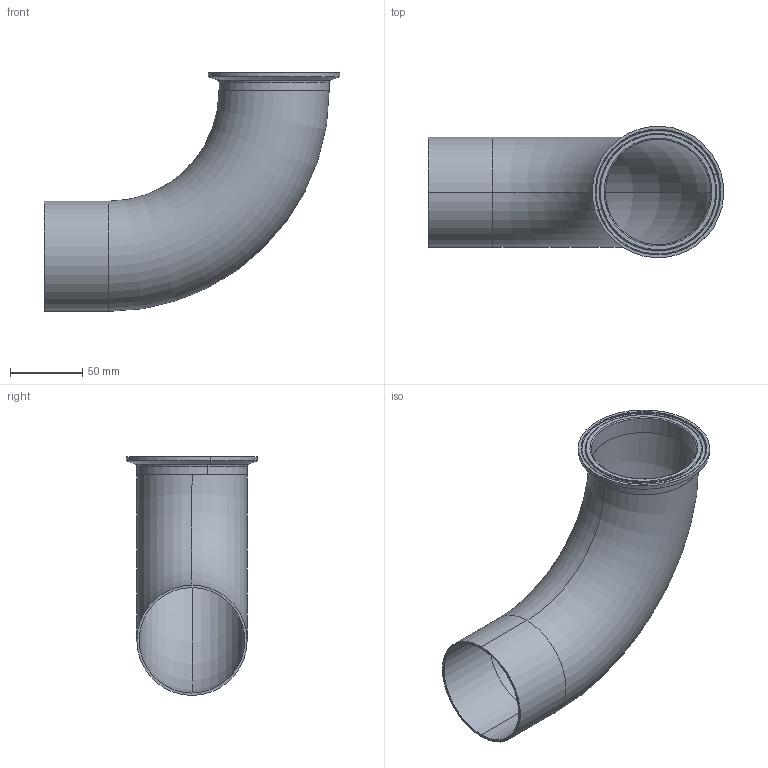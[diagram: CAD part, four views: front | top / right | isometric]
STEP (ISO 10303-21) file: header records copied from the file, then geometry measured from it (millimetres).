
FILE_DESCRIPTION (( 'STEP AP214' ), '1' );
FILE_NAME ('DT12 76.2.STEP', '2014-02-12T02:49:18', ( '' ), ( '' ), 'SwSTEP 2.0', 'SolidWorks 2013', '' );
FILE_SCHEMA (( 'AUTOMOTIVE_DESIGN' ));
Length unit declared in the file: inch
Products named in the file (3): DT12 76.2; 12 76.2; DT12 76.20
Assembly tree (2 placements, depth 2):
  DT12 76.2
    DT12 76.20
    12 76.2
Bounding box: 204.18 x 90.77 x 165.1 mm (x, y, z)
Volume: 98618.3 mm3; surface area: 116185.7 mm2
Topology: 2 solids, 2 shells, 35 faces, 70 edges, 40 vertices
Faces by surface type: torus 14, cylinder 10, cone 6, plane 5
Entity records: 1050 total; most frequent: DIRECTION 204, CARTESIAN_POINT 150, ORIENTED_EDGE 140, AXIS2_PLACEMENT_3D 94, EDGE_CURVE 70, CIRCLE 54, EDGE_LOOP 40, VERTEX_POINT 40
